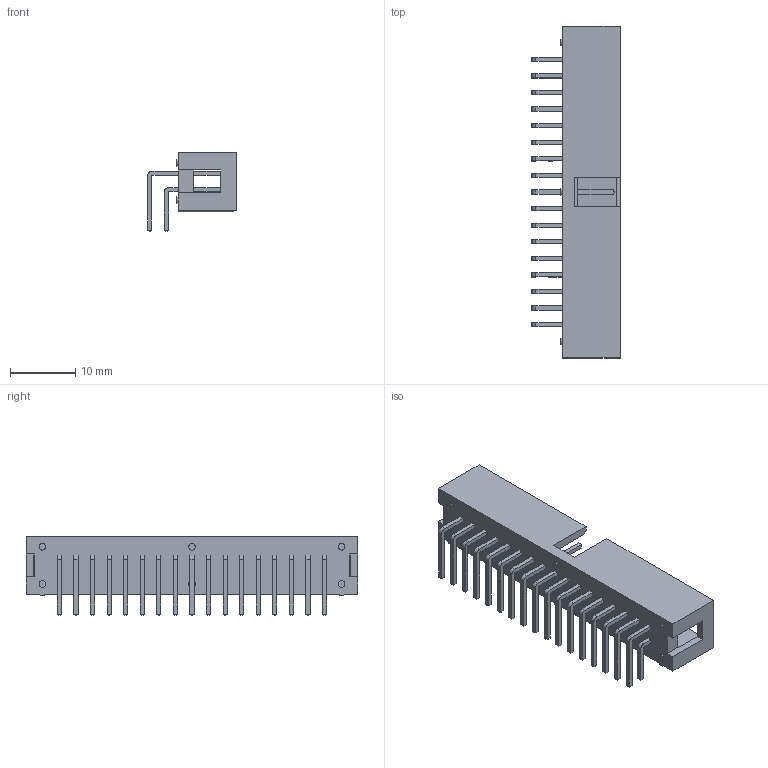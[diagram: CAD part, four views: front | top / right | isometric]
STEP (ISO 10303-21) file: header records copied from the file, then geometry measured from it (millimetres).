
FILE_DESCRIPTION(/* description */ ('model of IDC-Header_2x17_Pitch2.54mm_Angled'),/* implementation_level */ '2;1');
FILE_NAME(/* name */ 'IDC-Header_2x17_Pitch2.54mm_Angled.step',/* time_stamp */ '2017-10-11T14:00:56',/* author */ ('kicad StepUp','ksu'),/* organization */ ('FreeCAD'),/* preprocessor_version */ 'OCC',/* originating_system */ 'kicad StepUp',/* authorisation */ '');
FILE_SCHEMA(('AUTOMOTIVE_DESIGN_CC2 { 1 2 10303 214 -1 1 5 4 }'));
Length unit declared in the file: millimetre
Products named in the file (2): ASSEMBLY; IDC-Header_2x17_Pitch2.54mm_Angled
Assembly tree (1 placements, depth 2):
  ASSEMBLY
    IDC-Header_2x17_Pitch2.54mm_Angled
Bounding box: 13.55 x 50.84 x 12.1 mm (x, y, z)
Volume: 2099.8 mm3; surface area: 3973.9 mm2
Topology: 1 solids, 1 shells, 761 faces, 1797 edges, 1108 vertices
Faces by surface type: plane 718, cylinder 43
Full cylindrical faces by diameter (mm): 1 x6
Entity records: 26489 total; most frequent: CARTESIAN_POINT 3668, ORIENTED_EDGE 3594, DIRECTION 3415, EDGE_CURVE 1797, LINE 1705, VECTOR 1705, VERTEX_POINT 1108, AXIS2_PLACEMENT_3D 855
